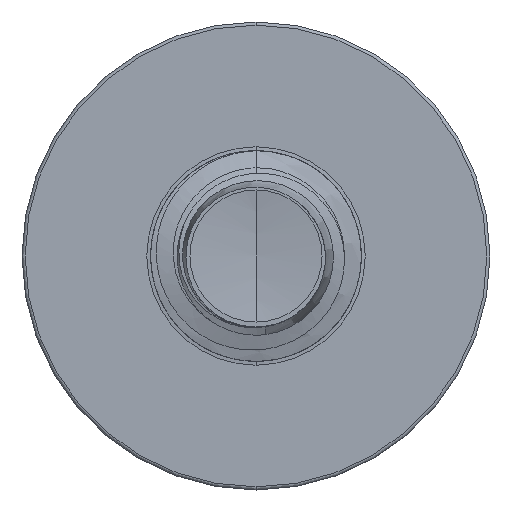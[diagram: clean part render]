
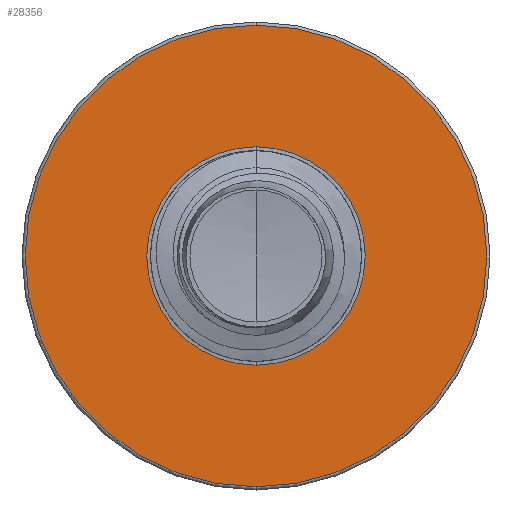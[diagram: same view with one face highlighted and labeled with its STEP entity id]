
A CAD part, front view. The second image highlights one B-rep face of the part: STEP entity #28356.
In plain terms, the highlighted planar face has unit normal (0, -1, 0).
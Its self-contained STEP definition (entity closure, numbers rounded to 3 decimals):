
#81 = AXIS2_PLACEMENT_3D ( 'NONE', #7650, #7613, #7607 ) ;
#307 = VERTEX_POINT ( 'NONE', #12364 ) ;
#309 = DIRECTION ( 'NONE',  ( 0., 0., 1. ) ) ;
#650 = CARTESIAN_POINT ( 'NONE',  ( 0., 10., 0. ) ) ;
#962 = VERTEX_POINT ( 'NONE', #9648 ) ;
#1219 = EDGE_LOOP ( 'NONE', ( #3082, #19462 ) ) ;
#1269 = EDGE_CURVE ( 'NONE', #6249, #307, #21391, .T. ) ;
#1603 = EDGE_CURVE ( 'NONE', #962, #5669, #31378, .T. ) ;
#1858 = DIRECTION ( 'NONE',  ( 0., 0., 1. ) ) ;
#1861 = DIRECTION ( 'NONE',  ( 0., 1., 0. ) ) ;
#1899 = CARTESIAN_POINT ( 'NONE',  ( 0., 10., 0. ) ) ;
#2308 = EDGE_LOOP ( 'NONE', ( #26240, #21003 ) ) ;
#2449 = EDGE_CURVE ( 'NONE', #5669, #962, #16746, .T. ) ;
#3081 = AXIS2_PLACEMENT_3D ( 'NONE', #650, #19564, #3548 ) ;
#3082 = ORIENTED_EDGE ( 'NONE', *, *, #2449, .F. ) ;
#3548 = DIRECTION ( 'NONE',  ( 0., 0., 1. ) ) ;
#5505 = DIRECTION ( 'NONE',  ( 0., 0., 1. ) ) ;
#5510 = DIRECTION ( 'NONE',  ( 0., 1., 0. ) ) ;
#5545 = CARTESIAN_POINT ( 'NONE',  ( 0., 10., 0. ) ) ;
#5669 = VERTEX_POINT ( 'NONE', #17405 ) ;
#6249 = VERTEX_POINT ( 'NONE', #10791 ) ;
#7607 = DIRECTION ( 'NONE',  ( 0., 0., 1. ) ) ;
#7613 = DIRECTION ( 'NONE',  ( 0., 1., 0. ) ) ;
#7650 = CARTESIAN_POINT ( 'NONE',  ( 0., 10., 0. ) ) ;
#9219 = CIRCLE ( 'NONE', #3081, 0.933 ) ;
#9648 = CARTESIAN_POINT ( 'NONE',  ( 0., 10., -1.973 ) ) ;
#10791 = CARTESIAN_POINT ( 'NONE',  ( 0., 10., 0.933 ) ) ;
#12364 = CARTESIAN_POINT ( 'NONE',  ( 0., 10., -0.933 ) ) ;
#14012 = CARTESIAN_POINT ( 'NONE',  ( 0., 10., -0.933 ) ) ;
#14972 = AXIS2_PLACEMENT_3D ( 'NONE', #5545, #5510, #5505 ) ;
#16746 = CIRCLE ( 'NONE', #26069, 1.973 ) ;
#16753 = DIRECTION ( 'NONE',  ( 0., 1., 0. ) ) ;
#17405 = CARTESIAN_POINT ( 'NONE',  ( 0., 10., 1.973 ) ) ;
#19336 = EDGE_CURVE ( 'NONE', #307, #6249, #9219, .T. ) ;
#19462 = ORIENTED_EDGE ( 'NONE', *, *, #1603, .F. ) ;
#19564 = DIRECTION ( 'NONE',  ( 0., 1., 0. ) ) ;
#21003 = ORIENTED_EDGE ( 'NONE', *, *, #19336, .T. ) ;
#21391 = CIRCLE ( 'NONE', #81, 0.933 ) ;
#22637 = AXIS2_PLACEMENT_3D ( 'NONE', #14012, #16753, #309 ) ;
#26069 = AXIS2_PLACEMENT_3D ( 'NONE', #1899, #1861, #1858 ) ;
#26240 = ORIENTED_EDGE ( 'NONE', *, *, #1269, .T. ) ;
#28356 = ADVANCED_FACE ( 'NONE', ( #31606, #30797 ), #30694, .F. ) ;
#30694 = PLANE ( 'NONE',  #22637 ) ;
#30797 = FACE_BOUND ( 'NONE', #2308, .T. ) ;
#31378 = CIRCLE ( 'NONE', #14972, 1.973 ) ;
#31606 = FACE_OUTER_BOUND ( 'NONE', #1219, .T. ) ;
